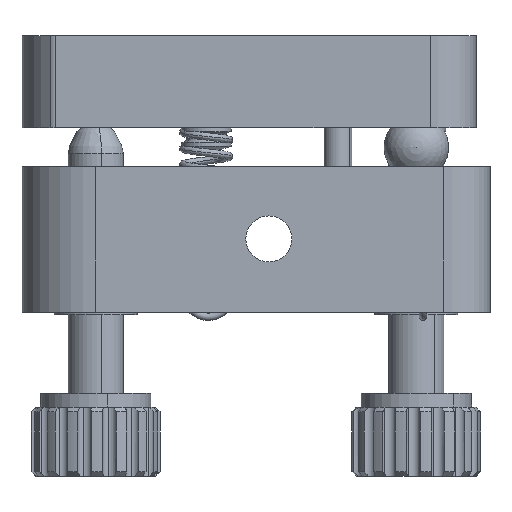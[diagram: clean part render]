
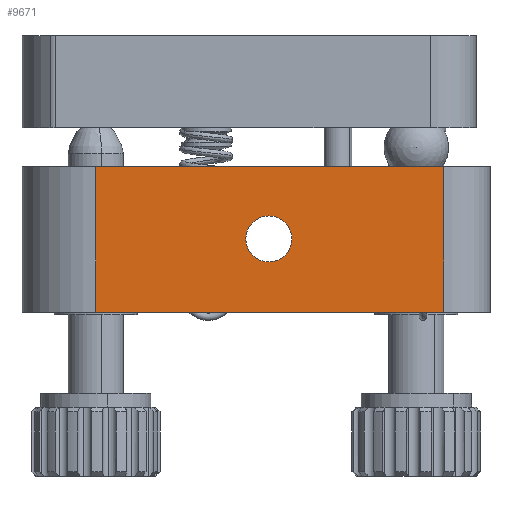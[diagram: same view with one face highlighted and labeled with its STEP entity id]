
A CAD part, front view. The second image highlights one B-rep face of the part: STEP entity #9671.
In plain terms, the highlighted planar face has unit normal (0, -1, 0).
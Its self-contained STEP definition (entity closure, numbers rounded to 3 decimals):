
#49 = EDGE_LOOP ( 'NONE', ( #7494, #20038 ) ) ;
#1823 = CARTESIAN_POINT ( 'NONE',  ( -42.8, 0., 0. ) ) ;
#1971 = LINE ( 'NONE', #17735, #2237 ) ;
#2237 = VECTOR ( 'NONE', #4418, 1000. ) ;
#3048 = PLANE ( 'NONE',  #7177 ) ;
#3900 = ORIENTED_EDGE ( 'NONE', *, *, #11637, .F. ) ;
#4418 = DIRECTION ( 'NONE',  ( 0., 0., -1. ) ) ;
#4727 = LINE ( 'NONE', #5307, #4993 ) ;
#4993 = VECTOR ( 'NONE', #18712, 1000. ) ;
#5307 = CARTESIAN_POINT ( 'NONE',  ( -5., 0., 15.8 ) ) ;
#5493 = CARTESIAN_POINT ( 'NONE',  ( -42.8, 0., 15.8 ) ) ;
#6030 = FACE_OUTER_BOUND ( 'NONE', #11105, .T. ) ;
#6921 = CARTESIAN_POINT ( 'NONE',  ( -5., 0., 0. ) ) ;
#7015 = CARTESIAN_POINT ( 'NONE',  ( -24., 0., 10.45 ) ) ;
#7054 = VECTOR ( 'NONE', #22638, 1000. ) ;
#7176 = LINE ( 'NONE', #20628, #7054 ) ;
#7177 = AXIS2_PLACEMENT_3D ( 'NONE', #16456, #20354, #8830 ) ;
#7394 = EDGE_CURVE ( 'NONE', #7639, #8959, #14045, .T. ) ;
#7494 = ORIENTED_EDGE ( 'NONE', *, *, #8915, .F. ) ;
#7639 = VERTEX_POINT ( 'NONE', #7015 ) ;
#8260 = EDGE_CURVE ( 'NONE', #11715, #19434, #19359, .T. ) ;
#8830 = DIRECTION ( 'NONE',  ( 1., 0., 0. ) ) ;
#8915 = EDGE_CURVE ( 'NONE', #8959, #7639, #23532, .T. ) ;
#8959 = VERTEX_POINT ( 'NONE', #18355 ) ;
#9315 = CARTESIAN_POINT ( 'NONE',  ( -42.8, 0., 15.8 ) ) ;
#9671 = ADVANCED_FACE ( 'NONE', ( #23409, #6030 ), #3048, .T. ) ;
#11030 = DIRECTION ( 'NONE',  ( 0., 0., -1. ) ) ;
#11105 = EDGE_LOOP ( 'NONE', ( #17349, #20454, #3900, #16120 ) ) ;
#11138 = EDGE_CURVE ( 'NONE', #23637, #11504, #1971, .T. ) ;
#11504 = VERTEX_POINT ( 'NONE', #6921 ) ;
#11637 = EDGE_CURVE ( 'NONE', #11715, #23637, #4727, .T. ) ;
#11715 = VERTEX_POINT ( 'NONE', #9315 ) ;
#11735 = CARTESIAN_POINT ( 'NONE',  ( -5., 0., 15.8 ) ) ;
#11812 = EDGE_CURVE ( 'NONE', #19434, #11504, #7176, .T. ) ;
#14045 = CIRCLE ( 'NONE', #19929, 2.5 ) ;
#16120 = ORIENTED_EDGE ( 'NONE', *, *, #8260, .T. ) ;
#16177 = AXIS2_PLACEMENT_3D ( 'NONE', #18522, #18439, #18380 ) ;
#16456 = CARTESIAN_POINT ( 'NONE',  ( -5., 0., 15.8 ) ) ;
#16778 = CARTESIAN_POINT ( 'NONE',  ( -24., 0., 7.95 ) ) ;
#17319 = DIRECTION ( 'NONE',  ( 0., 0., -1. ) ) ;
#17349 = ORIENTED_EDGE ( 'NONE', *, *, #11812, .T. ) ;
#17735 = CARTESIAN_POINT ( 'NONE',  ( -5., 0., 15.8 ) ) ;
#18355 = CARTESIAN_POINT ( 'NONE',  ( -24., 0., 5.45 ) ) ;
#18380 = DIRECTION ( 'NONE',  ( 0., 0., -1. ) ) ;
#18439 = DIRECTION ( 'NONE',  ( 0., -1., 0. ) ) ;
#18522 = CARTESIAN_POINT ( 'NONE',  ( -24., 0., 7.95 ) ) ;
#18712 = DIRECTION ( 'NONE',  ( 1., 0., 0. ) ) ;
#19359 = LINE ( 'NONE', #5493, #19415 ) ;
#19415 = VECTOR ( 'NONE', #11030, 1000. ) ;
#19434 = VERTEX_POINT ( 'NONE', #1823 ) ;
#19929 = AXIS2_PLACEMENT_3D ( 'NONE', #16778, #19947, #17319 ) ;
#19947 = DIRECTION ( 'NONE',  ( 0., -1., 0. ) ) ;
#20038 = ORIENTED_EDGE ( 'NONE', *, *, #7394, .F. ) ;
#20354 = DIRECTION ( 'NONE',  ( 0., -1., 0. ) ) ;
#20454 = ORIENTED_EDGE ( 'NONE', *, *, #11138, .F. ) ;
#20628 = CARTESIAN_POINT ( 'NONE',  ( -5., 0., 0. ) ) ;
#22638 = DIRECTION ( 'NONE',  ( 1., 0., 0. ) ) ;
#23409 = FACE_BOUND ( 'NONE', #49, .T. ) ;
#23532 = CIRCLE ( 'NONE', #16177, 2.5 ) ;
#23637 = VERTEX_POINT ( 'NONE', #11735 ) ;
